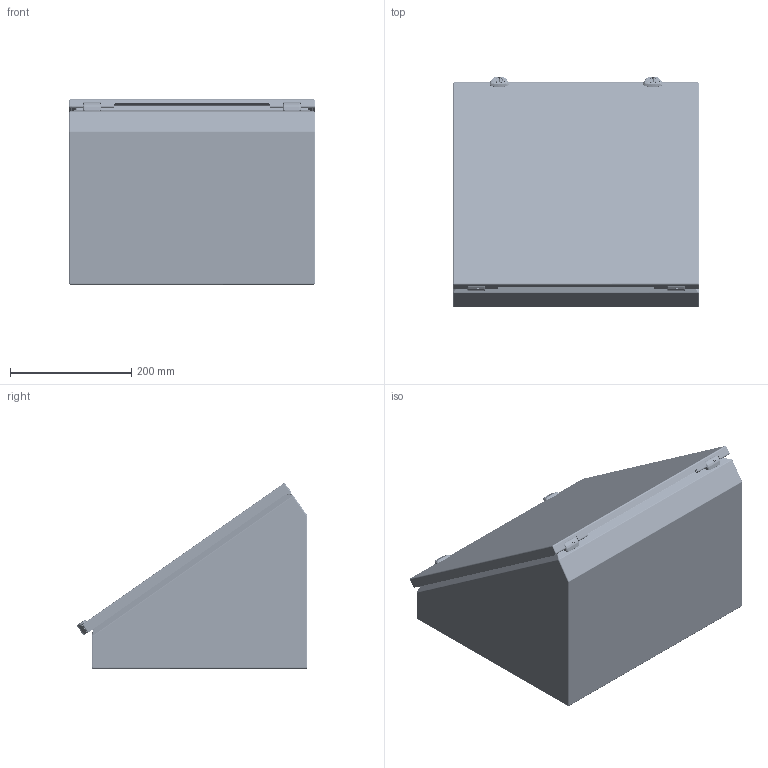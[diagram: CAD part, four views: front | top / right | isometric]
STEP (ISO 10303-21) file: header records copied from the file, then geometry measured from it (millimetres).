
FILE_DESCRIPTION(/* description */ ('1412CSS 16" x 16" x 11.725" Assembly'),/* implementation_level */ '2;1');
FILE_NAME(/* name */ '1412CSS161611.stp',/* time_stamp */ '2025-06-08T23:07:07-04:00',/* author */ ('BoxCad'),/* organization */ (''),/* preprocessor_version */ 'ST-DEVELOPER v20',/* originating_system */ 'Autodesk Inventor 2024',/* authorisation */ '');
FILE_SCHEMA (('AUTOMOTIVE_DESIGN { 1 0 10303 214 3 1 1 }'));
Products named in the file (40): 1412CSS161611; 1412CSS161611B; 1412CSS161611B-P; STK-Q-08500; STK-S-00100; STUD_SS_M6 x 10mm; 1412CSS161611C; 1412CSS161611C-P; 1412CSS161611G; STK-A-33038-1; STK-A-33038-2; STK-Q-33038-B; STK-Q-33033-S; STK-A-880SCQ3MS-1; STK-A-880SCQ3MS-2; STK-Q-79961-A; STK-Q-79961-B; STK-Q-70820; STANDOFF_SS_M6 x 10mm; STK-A-08126-5; STK-Q-08110_5; STK-A-08126-4; STK-Q-10258; STK-Q-10258-A; STK-Q-10258-B; STK-Q-08110_4; STK-Q-08110-A-1; STK-Q-08110-B; STK-A-GASSPRING_1500CS_R; STK-A-GASSPRING_1500CS_L; STK-Q-62925-A; STK-Q-62925-B; STK-Q-62925-C; STK-Q-62925-D; 886DS7-BRACKET1; STK-Q-62925-G; STK-Q-04050-08-1; STK-Q-04050-08-P; STK-Q-04051-N; STK-Q-62900-F_1
Assembly tree (67 placements, depth 4):
  1412CSS161611
    1412CSS161611B
      1412CSS161611B-P
      STK-Q-08500
      STK-S-00100
      STUD_SS_M6 x 10mm  x2
    1412CSS161611C
      1412CSS161611C-P
      1412CSS161611G
      STK-A-33038-1
        STK-Q-33038-B
        STK-Q-33033-S
      STK-A-33038-2
        STK-Q-33038-B
        STK-Q-33033-S
      STK-A-880SCQ3MS-1
        STK-Q-79961-A
        STK-Q-79961-B
        STK-Q-70820
      STK-A-880SCQ3MS-2
        STK-Q-79961-A
        STK-Q-79961-B
        STK-Q-70820
      STANDOFF_SS_M6 x 10mm  x4
    STK-A-08126-5
      STK-Q-10258
        STK-Q-10258-A
        STK-Q-10258-B
      STK-Q-08110_5
        STK-Q-08110-A-1
        STK-Q-08110-B
    STK-A-08126-4
      STK-Q-10258
        STK-Q-10258-A
        STK-Q-10258-B
      STK-Q-08110_4
        STK-Q-08110-A-1
        STK-Q-08110-B
    STK-A-GASSPRING_1500CS_R
      STK-Q-62925-A
      STK-Q-62925-B
      STK-Q-62925-C  x2
      STK-Q-62925-D  x2
      886DS7-BRACKET1
      STK-Q-62925-G  x2
      STK-Q-62900-F_1
      STK-Q-04050-08-1  x2
        STK-Q-04050-08-P
        STK-Q-04051-N
    STK-A-GASSPRING_1500CS_L
      STK-Q-62925-A
      STK-Q-62925-B
      STK-Q-62925-C  x2
      STK-Q-62925-D  x2
      886DS7-BRACKET1
      STK-Q-62925-G  x2
      STK-Q-04050-08-1  x2
        STK-Q-04050-08-P
        STK-Q-04051-N
      STK-Q-62900-F_1
Bounding box: 406.4 x 381.15 x 306.18 mm (x, y, z)
Volume: 1037043.4 mm3; surface area: 1409654 mm2
Topology: 59 solids, 59 shells, 8646 faces, 23247 edges, 14692 vertices
Faces by surface type: plane 3985, cylinder 2425, bspline 1547, torus 409, sphere 198, cone 82
Full cylindrical faces by diameter (mm): 0.75 x2, 0.762 x7, 0.9 x5, 3 x2, 3.175 x2, 4 x2, 4.2 x2, 4.4 x8, 4.9 x14, 4.917 x2, 5 x4, 5.1 x59, 5.537 x2, 5.9 x22, 6 x8, 6.1 x5, 7.5 x8, 7.62 x2, 7.925 x2, 8.382 x2, 8.89 x2, 10 x5, 10.465 x2, 10.5 x4, 10.7 x2, 12 x4, 14.148 x2, 15 x4
Entity records: 127058 total; most frequent: CARTESIAN_POINT 41196, ORIENTED_EDGE 18564, DIRECTION 16095, EDGE_CURVE 9282, VERTEX_POINT 5872, AXIS2_PLACEMENT_3D 5392, LINE 5311, VECTOR 5311
